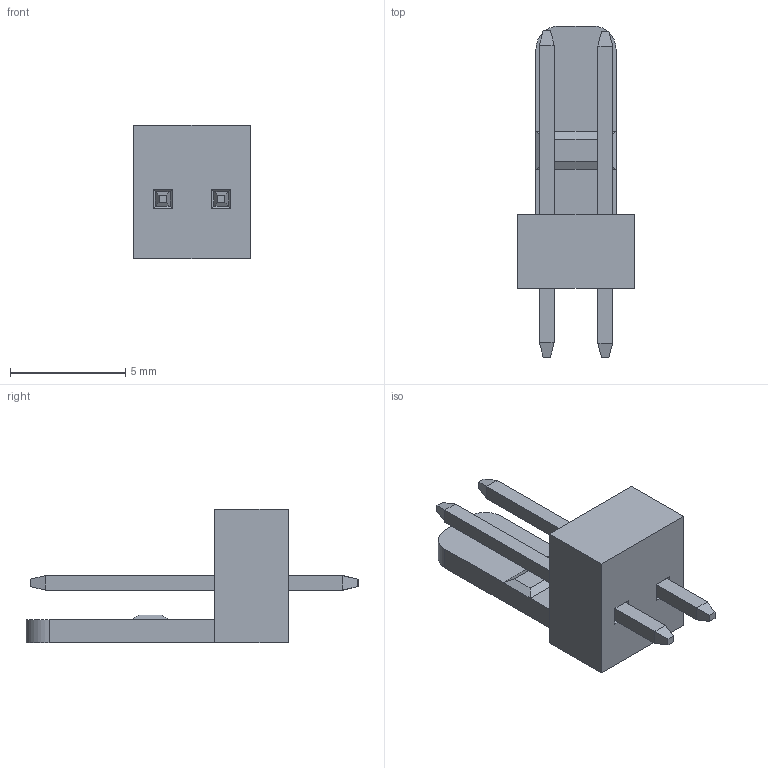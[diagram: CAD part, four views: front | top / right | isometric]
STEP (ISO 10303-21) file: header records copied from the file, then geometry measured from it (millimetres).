
FILE_DESCRIPTION (( 'STEP AP214' ), '1' );
FILE_NAME ('User Library-Wurth 619 002 111 21.STEP', '2018-02-22T10:47:58', ( '' ), ( '' ), 'SwSTEP 2.0', 'SolidWorks 2018', '' );
FILE_SCHEMA (( 'AUTOMOTIVE_DESIGN' ));
Length unit declared in the file: millimetre
Products named in the file (3): User Library-Wurth 619 002 111 21; User Library-Wurth 619 002 111 21_Pin Wurth; User Library-Wurth 619 002 111 21_Wurth Header 2p recht body
Assembly tree (3 placements, depth 2):
  User Library-Wurth 619 002 111 21
    User Library-Wurth 619 002 111 21_Wurth Header 2p recht body
    User Library-Wurth 619 002 111 21_Pin Wurth  x2
Bounding box: 5.08 x 14.43 x 5.8 mm (x, y, z)
Volume: 131.7 mm3; surface area: 286.6 mm2
Topology: 3 solids, 3 shells, 70 faces, 156 edges, 92 vertices
Faces by surface type: plane 68, cylinder 2
Entity records: 1638 total; most frequent: CARTESIAN_POINT 266, DIRECTION 256, ORIENTED_EDGE 256, EDGE_CURVE 128, LINE 124, VECTOR 124, VERTEX_POINT 76, AXIS2_PLACEMENT_3D 66
